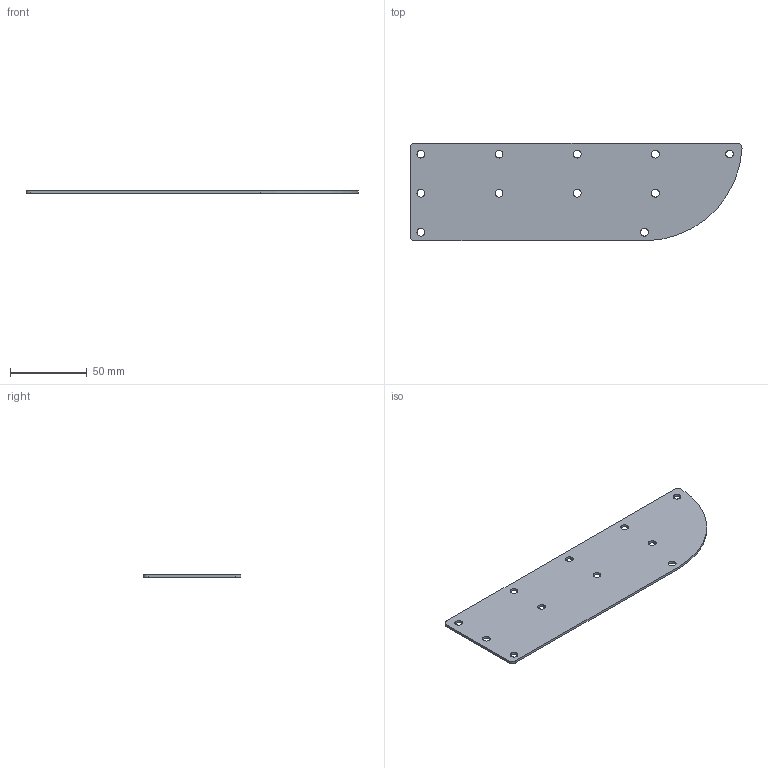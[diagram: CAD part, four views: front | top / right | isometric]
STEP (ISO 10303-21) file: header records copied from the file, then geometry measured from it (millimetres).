
FILE_DESCRIPTION(/* description */ (''),/* implementation_level */ '2;1');
FILE_NAME(/* name */ 'Flaps.stp',/* time_stamp */ '2023-11-13T16:01:19-08:00',/* author */ ('Robodox'),/* organization */ (''),/* preprocessor_version */ 'ST-DEVELOPER v19',/* originating_system */ 'Autodesk Inventor 2023',/* authorisation */ '');
FILE_SCHEMA (('AUTOMOTIVE_DESIGN { 1 0 10303 214 3 1 1 }'));
Length unit declared in the file: inch
Products named in the file (1): Flaps
Bounding box: 215.81 x 63.5 x 1.59 mm (x, y, z)
Volume: 20025.8 mm3; surface area: 26345.3 mm2
Topology: 1 solids, 1 shells, 20 faces, 54 edges, 36 vertices
Faces by surface type: cylinder 15, plane 5
Full cylindrical faces by diameter (mm): 5.08 x11
Entity records: 737 total; most frequent: DIRECTION 126, CARTESIAN_POINT 111, ORIENTED_EDGE 108, EDGE_CURVE 54, AXIS2_PLACEMENT_3D 51, EDGE_LOOP 42, VERTEX_POINT 36, CIRCLE 30
